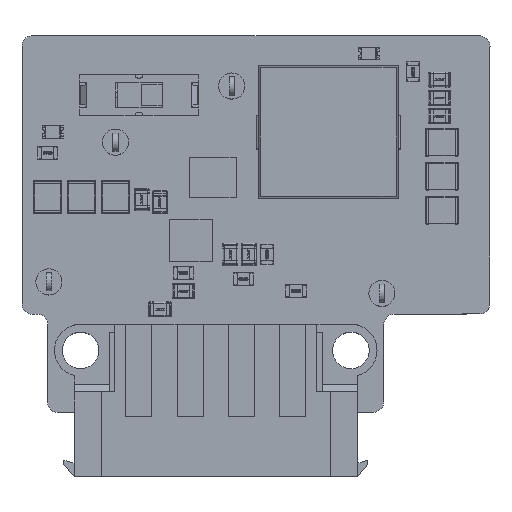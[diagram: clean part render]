
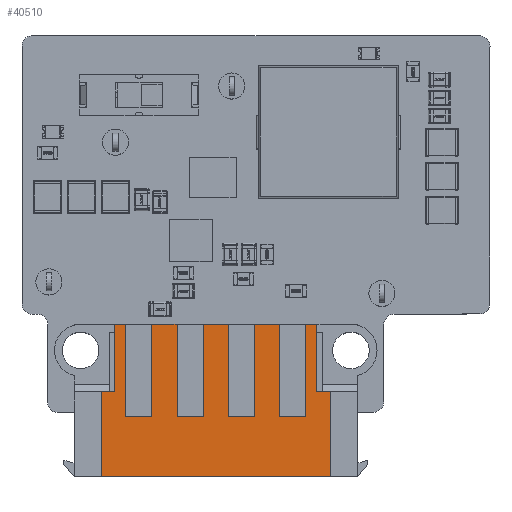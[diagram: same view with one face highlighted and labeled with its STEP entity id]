
A CAD part, top view. The second image highlights one B-rep face of the part: STEP entity #40510.
In plain terms, the highlighted face is planar.
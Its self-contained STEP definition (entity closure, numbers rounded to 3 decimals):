
#38478 = VERTEX_POINT('',#38479);
#38479 = CARTESIAN_POINT('',(-11.11,12.45,0.));
#38485 = EDGE_CURVE('',#38486,#38478,#38488,.T.);
#38486 = VERTEX_POINT('',#38487);
#38487 = CARTESIAN_POINT('',(11.11,12.45,0.));
#38488 = LINE('',#38489,#38490);
#38489 = CARTESIAN_POINT('',(11.11,12.45,0.));
#38490 = VECTOR('',#38491,1.);
#38491 = DIRECTION('',(-1.,0.,0.));
#39284 = VERTEX_POINT('',#39285);
#39285 = CARTESIAN_POINT('',(-9.84,12.45,8.21));
#39291 = EDGE_CURVE('',#39284,#39292,#39294,.T.);
#39292 = VERTEX_POINT('',#39293);
#39293 = CARTESIAN_POINT('',(-11.11,12.45,8.21));
#39294 = LINE('',#39295,#39296);
#39295 = CARTESIAN_POINT('',(-9.84,12.45,8.21));
#39296 = VECTOR('',#39297,1.);
#39297 = DIRECTION('',(-1.,0.,0.));
#39460 = VERTEX_POINT('',#39461);
#39461 = CARTESIAN_POINT('',(-9.84,12.45,14.81));
#39467 = EDGE_CURVE('',#39284,#39460,#39468,.T.);
#39468 = LINE('',#39469,#39470);
#39469 = CARTESIAN_POINT('',(-9.84,12.45,8.21));
#39470 = VECTOR('',#39471,1.);
#39471 = DIRECTION('',(0.,0.,1.));
#39541 = VERTEX_POINT('',#39542);
#39542 = CARTESIAN_POINT('',(11.11,12.45,8.21));
#39548 = EDGE_CURVE('',#39549,#39541,#39551,.T.);
#39549 = VERTEX_POINT('',#39550);
#39550 = CARTESIAN_POINT('',(9.84,12.45,8.21));
#39551 = LINE('',#39552,#39553);
#39552 = CARTESIAN_POINT('',(9.84,12.45,8.21));
#39553 = VECTOR('',#39554,1.);
#39554 = DIRECTION('',(1.,0.,0.));
#39700 = EDGE_CURVE('',#39549,#39701,#39703,.T.);
#39701 = VERTEX_POINT('',#39702);
#39702 = CARTESIAN_POINT('',(9.84,12.45,14.81));
#39703 = LINE('',#39704,#39705);
#39704 = CARTESIAN_POINT('',(9.84,12.45,8.21));
#39705 = VECTOR('',#39706,1.);
#39706 = DIRECTION('',(0.,0.,1.));
#40193 = EDGE_CURVE('',#39701,#40194,#40196,.T.);
#40194 = VERTEX_POINT('',#40195);
#40195 = CARTESIAN_POINT('',(8.77,12.45,14.81));
#40196 = LINE('',#40197,#40198);
#40197 = CARTESIAN_POINT('',(11.11,12.45,14.81));
#40198 = VECTOR('',#40199,1.);
#40199 = DIRECTION('',(-1.,0.,0.));
#40218 = VERTEX_POINT('',#40219);
#40219 = CARTESIAN_POINT('',(6.23,12.45,14.81));
#40225 = EDGE_CURVE('',#40218,#40226,#40228,.T.);
#40226 = VERTEX_POINT('',#40227);
#40227 = CARTESIAN_POINT('',(3.77,12.45,14.81));
#40228 = LINE('',#40229,#40230);
#40229 = CARTESIAN_POINT('',(11.11,12.45,14.81));
#40230 = VECTOR('',#40231,1.);
#40231 = DIRECTION('',(-1.,0.,0.));
#40250 = VERTEX_POINT('',#40251);
#40251 = CARTESIAN_POINT('',(1.23,12.45,14.81));
#40257 = EDGE_CURVE('',#40250,#40258,#40260,.T.);
#40258 = VERTEX_POINT('',#40259);
#40259 = CARTESIAN_POINT('',(-1.23,12.45,14.81));
#40260 = LINE('',#40261,#40262);
#40261 = CARTESIAN_POINT('',(11.11,12.45,14.81));
#40262 = VECTOR('',#40263,1.);
#40263 = DIRECTION('',(-1.,0.,0.));
#40282 = VERTEX_POINT('',#40283);
#40283 = CARTESIAN_POINT('',(-3.77,12.45,14.81));
#40289 = EDGE_CURVE('',#40282,#40290,#40292,.T.);
#40290 = VERTEX_POINT('',#40291);
#40291 = CARTESIAN_POINT('',(-6.23,12.45,14.81));
#40292 = LINE('',#40293,#40294);
#40293 = CARTESIAN_POINT('',(11.11,12.45,14.81));
#40294 = VECTOR('',#40295,1.);
#40295 = DIRECTION('',(-1.,0.,0.));
#40314 = VERTEX_POINT('',#40315);
#40315 = CARTESIAN_POINT('',(-8.77,12.45,14.81));
#40321 = EDGE_CURVE('',#40314,#39460,#40322,.T.);
#40322 = LINE('',#40323,#40324);
#40323 = CARTESIAN_POINT('',(11.11,12.45,14.81));
#40324 = VECTOR('',#40325,1.);
#40325 = DIRECTION('',(-1.,0.,0.));
#40510 = ADVANCED_FACE('',(#40511),#40623,.F.);
#40511 = FACE_BOUND('',#40512,.T.);
#40512 = EDGE_LOOP('',(#40513,#40523,#40529,#40530,#40531,#40532,#40538,
    #40539,#40545,#40546,#40547,#40548,#40556,#40564,#40570,#40571,
    #40579,#40587,#40593,#40594,#40602,#40610,#40616,#40617));
#40513 = ORIENTED_EDGE('',*,*,#40514,.F.);
#40514 = EDGE_CURVE('',#40515,#40517,#40519,.T.);
#40515 = VERTEX_POINT('',#40516);
#40516 = CARTESIAN_POINT('',(8.77,12.45,5.84));
#40517 = VERTEX_POINT('',#40518);
#40518 = CARTESIAN_POINT('',(6.23,12.45,5.84));
#40519 = LINE('',#40520,#40521);
#40520 = CARTESIAN_POINT('',(11.11,12.45,5.84));
#40521 = VECTOR('',#40522,1.);
#40522 = DIRECTION('',(-1.,0.,0.));
#40523 = ORIENTED_EDGE('',*,*,#40524,.T.);
#40524 = EDGE_CURVE('',#40515,#40194,#40525,.T.);
#40525 = LINE('',#40526,#40527);
#40526 = CARTESIAN_POINT('',(8.77,12.45,14.81));
#40527 = VECTOR('',#40528,1.);
#40528 = DIRECTION('',(0.,0.,1.));
#40529 = ORIENTED_EDGE('',*,*,#40193,.F.);
#40530 = ORIENTED_EDGE('',*,*,#39700,.F.);
#40531 = ORIENTED_EDGE('',*,*,#39548,.T.);
#40532 = ORIENTED_EDGE('',*,*,#40533,.T.);
#40533 = EDGE_CURVE('',#39541,#38486,#40534,.T.);
#40534 = LINE('',#40535,#40536);
#40535 = CARTESIAN_POINT('',(11.11,12.45,14.81));
#40536 = VECTOR('',#40537,1.);
#40537 = DIRECTION('',(0.,0.,-1.));
#40538 = ORIENTED_EDGE('',*,*,#38485,.T.);
#40539 = ORIENTED_EDGE('',*,*,#40540,.F.);
#40540 = EDGE_CURVE('',#39292,#38478,#40541,.T.);
#40541 = LINE('',#40542,#40543);
#40542 = CARTESIAN_POINT('',(-11.11,12.45,14.81));
#40543 = VECTOR('',#40544,1.);
#40544 = DIRECTION('',(0.,0.,-1.));
#40545 = ORIENTED_EDGE('',*,*,#39291,.F.);
#40546 = ORIENTED_EDGE('',*,*,#39467,.T.);
#40547 = ORIENTED_EDGE('',*,*,#40321,.F.);
#40548 = ORIENTED_EDGE('',*,*,#40549,.F.);
#40549 = EDGE_CURVE('',#40550,#40314,#40552,.T.);
#40550 = VERTEX_POINT('',#40551);
#40551 = CARTESIAN_POINT('',(-8.77,12.45,5.84));
#40552 = LINE('',#40553,#40554);
#40553 = CARTESIAN_POINT('',(-8.77,12.45,5.84));
#40554 = VECTOR('',#40555,1.);
#40555 = DIRECTION('',(0.,0.,1.));
#40556 = ORIENTED_EDGE('',*,*,#40557,.F.);
#40557 = EDGE_CURVE('',#40558,#40550,#40560,.T.);
#40558 = VERTEX_POINT('',#40559);
#40559 = CARTESIAN_POINT('',(-6.23,12.45,5.84));
#40560 = LINE('',#40561,#40562);
#40561 = CARTESIAN_POINT('',(11.11,12.45,5.84));
#40562 = VECTOR('',#40563,1.);
#40563 = DIRECTION('',(-1.,0.,0.));
#40564 = ORIENTED_EDGE('',*,*,#40565,.T.);
#40565 = EDGE_CURVE('',#40558,#40290,#40566,.T.);
#40566 = LINE('',#40567,#40568);
#40567 = CARTESIAN_POINT('',(-6.23,12.45,5.84));
#40568 = VECTOR('',#40569,1.);
#40569 = DIRECTION('',(0.,0.,1.));
#40570 = ORIENTED_EDGE('',*,*,#40289,.F.);
#40571 = ORIENTED_EDGE('',*,*,#40572,.F.);
#40572 = EDGE_CURVE('',#40573,#40282,#40575,.T.);
#40573 = VERTEX_POINT('',#40574);
#40574 = CARTESIAN_POINT('',(-3.77,12.45,5.84));
#40575 = LINE('',#40576,#40577);
#40576 = CARTESIAN_POINT('',(-3.77,12.45,5.84));
#40577 = VECTOR('',#40578,1.);
#40578 = DIRECTION('',(0.,0.,1.));
#40579 = ORIENTED_EDGE('',*,*,#40580,.F.);
#40580 = EDGE_CURVE('',#40581,#40573,#40583,.T.);
#40581 = VERTEX_POINT('',#40582);
#40582 = CARTESIAN_POINT('',(-1.23,12.45,5.84));
#40583 = LINE('',#40584,#40585);
#40584 = CARTESIAN_POINT('',(11.11,12.45,5.84));
#40585 = VECTOR('',#40586,1.);
#40586 = DIRECTION('',(-1.,0.,0.));
#40587 = ORIENTED_EDGE('',*,*,#40588,.T.);
#40588 = EDGE_CURVE('',#40581,#40258,#40589,.T.);
#40589 = LINE('',#40590,#40591);
#40590 = CARTESIAN_POINT('',(-1.23,12.45,5.84));
#40591 = VECTOR('',#40592,1.);
#40592 = DIRECTION('',(0.,0.,1.));
#40593 = ORIENTED_EDGE('',*,*,#40257,.F.);
#40594 = ORIENTED_EDGE('',*,*,#40595,.F.);
#40595 = EDGE_CURVE('',#40596,#40250,#40598,.T.);
#40596 = VERTEX_POINT('',#40597);
#40597 = CARTESIAN_POINT('',(1.23,12.45,5.84));
#40598 = LINE('',#40599,#40600);
#40599 = CARTESIAN_POINT('',(1.23,12.45,5.84));
#40600 = VECTOR('',#40601,1.);
#40601 = DIRECTION('',(0.,0.,1.));
#40602 = ORIENTED_EDGE('',*,*,#40603,.F.);
#40603 = EDGE_CURVE('',#40604,#40596,#40606,.T.);
#40604 = VERTEX_POINT('',#40605);
#40605 = CARTESIAN_POINT('',(3.77,12.45,5.84));
#40606 = LINE('',#40607,#40608);
#40607 = CARTESIAN_POINT('',(11.11,12.45,5.84));
#40608 = VECTOR('',#40609,1.);
#40609 = DIRECTION('',(-1.,0.,0.));
#40610 = ORIENTED_EDGE('',*,*,#40611,.T.);
#40611 = EDGE_CURVE('',#40604,#40226,#40612,.T.);
#40612 = LINE('',#40613,#40614);
#40613 = CARTESIAN_POINT('',(3.77,12.45,5.84));
#40614 = VECTOR('',#40615,1.);
#40615 = DIRECTION('',(0.,0.,1.));
#40616 = ORIENTED_EDGE('',*,*,#40225,.F.);
#40617 = ORIENTED_EDGE('',*,*,#40618,.F.);
#40618 = EDGE_CURVE('',#40517,#40218,#40619,.T.);
#40619 = LINE('',#40620,#40621);
#40620 = CARTESIAN_POINT('',(6.23,12.45,5.84));
#40621 = VECTOR('',#40622,1.);
#40622 = DIRECTION('',(0.,0.,1.));
#40623 = PLANE('',#40624);
#40624 = AXIS2_PLACEMENT_3D('',#40625,#40626,#40627);
#40625 = CARTESIAN_POINT('',(11.11,12.45,14.81));
#40626 = DIRECTION('',(0.,-1.,0.));
#40627 = DIRECTION('',(0.,0.,-1.));
